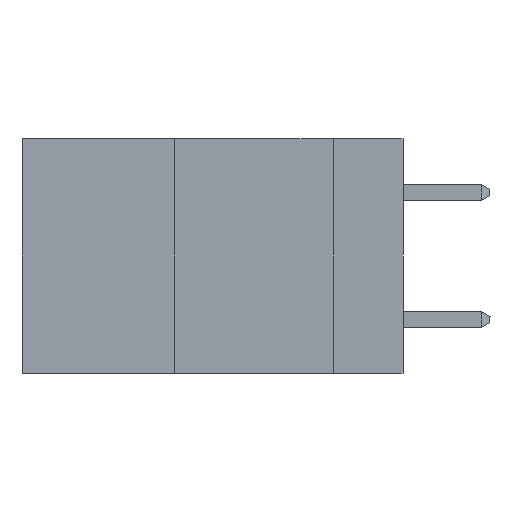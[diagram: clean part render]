
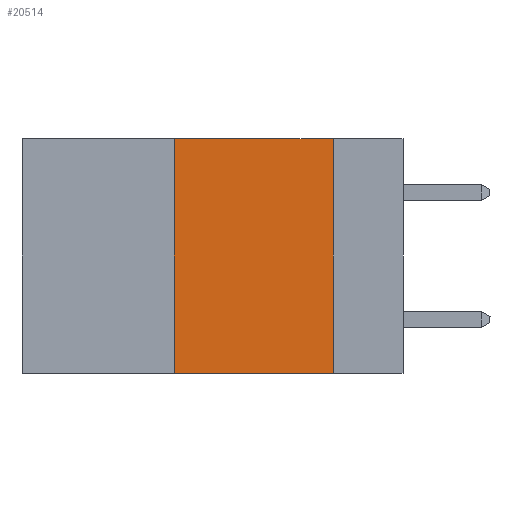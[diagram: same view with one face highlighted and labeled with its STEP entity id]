
A CAD part, left-side view. The second image highlights one B-rep face of the part: STEP entity #20514.
In plain terms, the highlighted planar face has unit normal (-1, 0, 0).
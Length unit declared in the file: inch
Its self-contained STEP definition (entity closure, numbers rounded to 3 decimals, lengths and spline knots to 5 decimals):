
#1702 = DIRECTION ( 'NONE',  ( 0., 0., -1. ) ) ;
#1737 = AXIS2_PLACEMENT_3D ( 'NONE', #4912, #9844, #1702 ) ;
#1757 = VERTEX_POINT ( 'NONE', #12989 ) ;
#2135 = VECTOR ( 'NONE', #19379, 39.37008 ) ;
#2736 = CARTESIAN_POINT ( 'NONE',  ( 0., 0.36, -0.37 ) ) ;
#2971 = LINE ( 'NONE', #21095, #18440 ) ;
#4023 = EDGE_CURVE ( 'NONE', #11251, #16858, #2971, .T. ) ;
#4468 = EDGE_CURVE ( 'NONE', #15437, #16858, #9797, .T. ) ;
#4912 = CARTESIAN_POINT ( 'NONE',  ( 0., 0.6, 0. ) ) ;
#5681 = EDGE_LOOP ( 'NONE', ( #10494, #18683, #20493, #20429 ) ) ;
#6225 = EDGE_CURVE ( 'NONE', #1757, #11251, #16283, .T. ) ;
#6931 = PLANE ( 'NONE',  #1737 ) ;
#7788 = CARTESIAN_POINT ( 'NONE',  ( 0., 0.6, 0. ) ) ;
#7968 = CARTESIAN_POINT ( 'NONE',  ( 0., 0.6, -0.37 ) ) ;
#8883 = CARTESIAN_POINT ( 'NONE',  ( 0., 0.36, 0. ) ) ;
#9797 = LINE ( 'NONE', #7968, #15395 ) ;
#9844 = DIRECTION ( 'NONE',  ( 1., 0., 0. ) ) ;
#10494 = ORIENTED_EDGE ( 'NONE', *, *, #4023, .F. ) ;
#11251 = VERTEX_POINT ( 'NONE', #12202 ) ;
#12202 = CARTESIAN_POINT ( 'NONE',  ( 0., 0.11, 0. ) ) ;
#12989 = CARTESIAN_POINT ( 'NONE',  ( 0., 0.36, 0. ) ) ;
#13089 = EDGE_CURVE ( 'NONE', #15437, #1757, #20379, .T. ) ;
#13229 = CARTESIAN_POINT ( 'NONE',  ( 0., 0.11, -0.37 ) ) ;
#15395 = VECTOR ( 'NONE', #16038, 39.37008 ) ;
#15437 = VERTEX_POINT ( 'NONE', #2736 ) ;
#16038 = DIRECTION ( 'NONE',  ( 0., -1., 0. ) ) ;
#16283 = LINE ( 'NONE', #7788, #2135 ) ;
#16858 = VERTEX_POINT ( 'NONE', #13229 ) ;
#18414 = FACE_OUTER_BOUND ( 'NONE', #5681, .T. ) ;
#18440 = VECTOR ( 'NONE', #19479, 39.37008 ) ;
#18683 = ORIENTED_EDGE ( 'NONE', *, *, #6225, .F. ) ;
#19073 = DIRECTION ( 'NONE',  ( 0., 0., 1. ) ) ;
#19379 = DIRECTION ( 'NONE',  ( 0., -1., 0. ) ) ;
#19479 = DIRECTION ( 'NONE',  ( 0., 0., -1. ) ) ;
#20208 = VECTOR ( 'NONE', #19073, 39.37008 ) ;
#20379 = LINE ( 'NONE', #8883, #20208 ) ;
#20429 = ORIENTED_EDGE ( 'NONE', *, *, #4468, .T. ) ;
#20493 = ORIENTED_EDGE ( 'NONE', *, *, #13089, .F. ) ;
#20514 = ADVANCED_FACE ( 'NONE', ( #18414 ), #6931, .F. ) ;
#21095 = CARTESIAN_POINT ( 'NONE',  ( 0., 0.11, 0. ) ) ;
